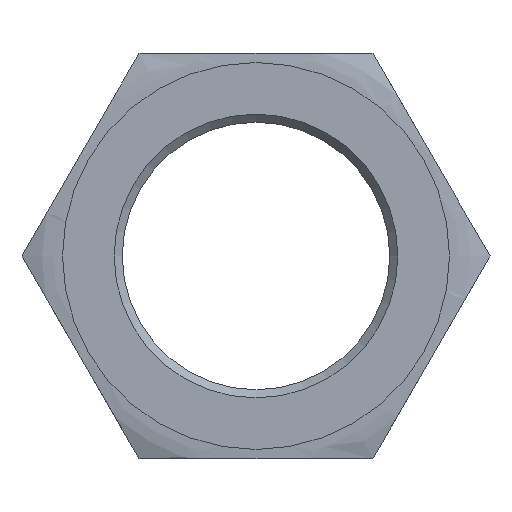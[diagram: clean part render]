
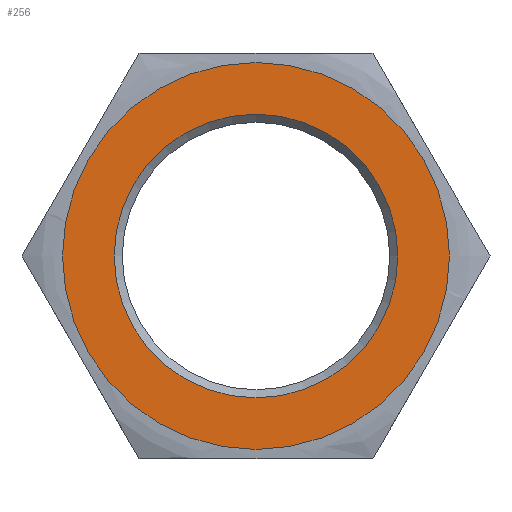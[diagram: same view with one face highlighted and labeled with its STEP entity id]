
A CAD part, front view. The second image highlights one B-rep face of the part: STEP entity #256.
In plain terms, the highlighted planar face has unit normal (0, -1, 0).
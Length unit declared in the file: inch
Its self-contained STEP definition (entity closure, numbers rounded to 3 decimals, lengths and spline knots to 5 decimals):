
#19=FACE_BOUND('',#71,.T.);
#45=PLANE('',#298);
#56=FACE_OUTER_BOUND('',#70,.T.);
#70=EDGE_LOOP('',(#229));
#71=EDGE_LOOP('',(#230,#231));
#95=CIRCLE('',#291,0.11934);
#99=CIRCLE('',#299,0.0875);
#100=CIRCLE('',#300,0.0875);
#122=VERTEX_POINT('',#473);
#126=VERTEX_POINT('',#499);
#127=VERTEX_POINT('',#500);
#154=EDGE_CURVE('',#122,#122,#95,.T.);
#162=EDGE_CURVE('',#126,#127,#99,.T.);
#163=EDGE_CURVE('',#127,#126,#100,.T.);
#229=ORIENTED_EDGE('',*,*,#154,.F.);
#230=ORIENTED_EDGE('',*,*,#162,.T.);
#231=ORIENTED_EDGE('',*,*,#163,.T.);
#256=ADVANCED_FACE('',(#56,#19),#45,.T.);
#291=AXIS2_PLACEMENT_3D('',#474,#336,#337);
#298=AXIS2_PLACEMENT_3D('',#498,#352,#353);
#299=AXIS2_PLACEMENT_3D('',#501,#354,#355);
#300=AXIS2_PLACEMENT_3D('',#502,#356,#357);
#336=DIRECTION('center_axis',(0.,1.,0.));
#337=DIRECTION('ref_axis',(0.,0.,1.));
#352=DIRECTION('center_axis',(0.,-1.,0.));
#353=DIRECTION('ref_axis',(0.,0.,-1.));
#354=DIRECTION('center_axis',(0.,1.,0.));
#355=DIRECTION('ref_axis',(0.,0.,-1.));
#356=DIRECTION('center_axis',(0.,1.,0.));
#357=DIRECTION('ref_axis',(0.,0.,-1.));
#473=CARTESIAN_POINT('',(0.,-0.5,0.11934));
#474=CARTESIAN_POINT('Origin',(0.,-0.5,0.));
#498=CARTESIAN_POINT('Origin',(-0.07217,-0.5,-0.125));
#499=CARTESIAN_POINT('',(0.,-0.5,-0.0875));
#500=CARTESIAN_POINT('',(0.,-0.5,0.0875));
#501=CARTESIAN_POINT('Origin',(0.,-0.5,0.));
#502=CARTESIAN_POINT('Origin',(0.,-0.5,0.));
